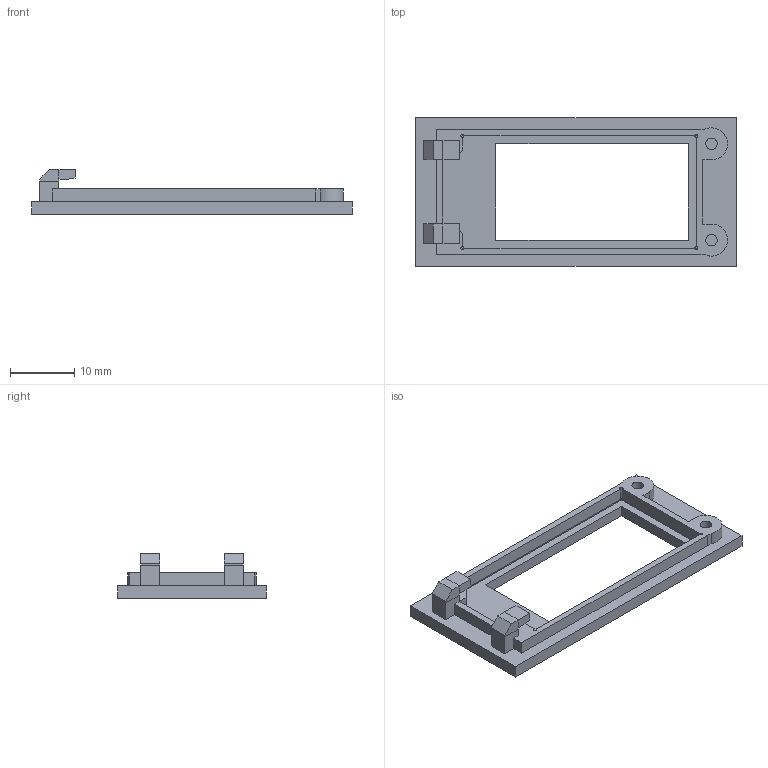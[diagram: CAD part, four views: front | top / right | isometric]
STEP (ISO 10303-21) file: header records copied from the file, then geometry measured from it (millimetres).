
FILE_DESCRIPTION(('FreeCAD Model'),'2;1');
FILE_NAME('Open CASCADE Shape Model','2024-03-18T10:01:17',(''),(''), 'Open CASCADE STEP processor 7.6','FreeCAD','Unknown');
FILE_SCHEMA(('AUTOMOTIVE_DESIGN { 1 0 10303 214 1 1 1 1 }'));
Length unit declared in the file: millimetre
Products named in the file (1): Panel001
Bounding box: 49.97 x 23.22 x 7 mm (x, y, z)
Volume: 1800.1 mm3; surface area: 2540 mm2
Topology: 1 solids, 1 shells, 95 faces, 230 edges, 140 vertices
Faces by surface type: plane 85, cylinder 10
Full cylindrical faces by diameter (mm): 1.8 x2
Entity records: 2716 total; most frequent: CARTESIAN_POINT 466, ORIENTED_EDGE 460, DIRECTION 446, EDGE_CURVE 230, LINE 206, VECTOR 206, VERTEX_POINT 140, AXIS2_PLACEMENT_3D 120
